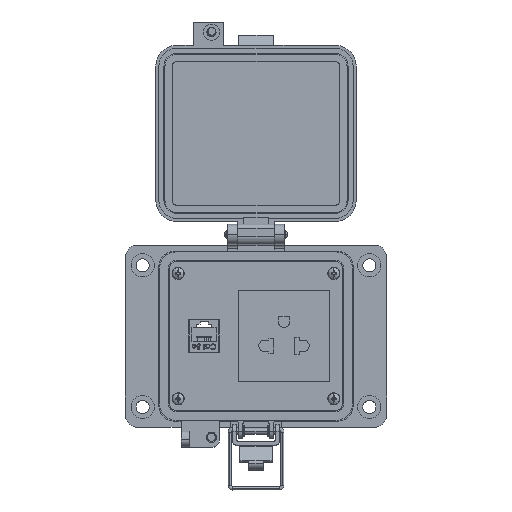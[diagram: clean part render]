
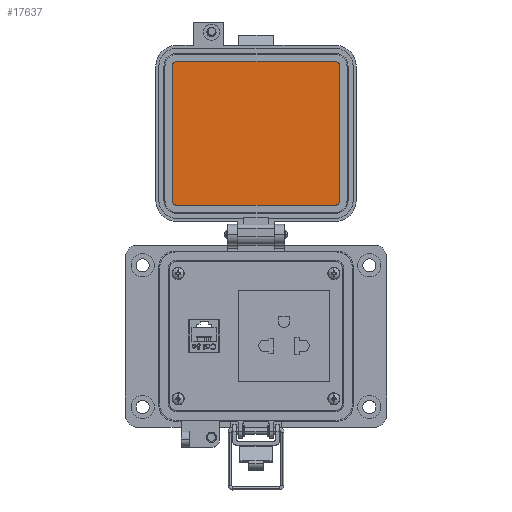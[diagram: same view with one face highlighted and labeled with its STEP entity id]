
A CAD part, top view. The second image highlights one B-rep face of the part: STEP entity #17637.
In plain terms, the highlighted planar face has unit normal (0, 0, 1).
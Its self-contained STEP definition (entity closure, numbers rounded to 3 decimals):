
#1272 = ORIENTED_EDGE ( 'NONE', *, *, #13286, .F. ) ;
#1744 = DIRECTION ( 'NONE',  ( -1., 0., 0. ) ) ;
#3830 = CARTESIAN_POINT ( 'NONE',  ( 38.212, 93.196, 19.202 ) ) ;
#4180 = CIRCLE ( 'NONE', #29067, 2.299 ) ;
#5069 = EDGE_CURVE ( 'NONE', #49380, #10571, #33619, .T. ) ;
#5516 = DIRECTION ( 'NONE',  ( 0., 0., 1. ) ) ;
#5619 = AXIS2_PLACEMENT_3D ( 'NONE', #49145, #14380, #18391 ) ;
#5885 = ORIENTED_EDGE ( 'NONE', *, *, #37336, .F. ) ;
#6362 = CARTESIAN_POINT ( 'NONE',  ( 38.212, 60.004, 19.202 ) ) ;
#6991 = ORIENTED_EDGE ( 'NONE', *, *, #9806, .F. ) ;
#7189 = EDGE_LOOP ( 'NONE', ( #9248, #5885, #34506, #40614, #1272, #6991, #25957, #17517 ) ) ;
#8424 = CARTESIAN_POINT ( 'NONE',  ( -44.769, 93.196, 19.202 ) ) ;
#9248 = ORIENTED_EDGE ( 'NONE', *, *, #47957, .F. ) ;
#9585 = CARTESIAN_POINT ( 'NONE',  ( -3.279, 57.705, 19.202 ) ) ;
#9806 = EDGE_CURVE ( 'NONE', #10378, #10309, #11945, .T. ) ;
#10102 = CARTESIAN_POINT ( 'NONE',  ( -44.769, 60.004, 19.202 ) ) ;
#10309 = VERTEX_POINT ( 'NONE', #24489 ) ;
#10378 = VERTEX_POINT ( 'NONE', #10102 ) ;
#10571 = VERTEX_POINT ( 'NONE', #28161 ) ;
#11545 = DIRECTION ( 'NONE',  ( 0., 0., -1. ) ) ;
#11945 = LINE ( 'NONE', #8424, #34890 ) ;
#13286 = EDGE_CURVE ( 'NONE', #10309, #22401, #22779, .T. ) ;
#14380 = DIRECTION ( 'NONE',  ( 0., 0., -1. ) ) ;
#14407 = LINE ( 'NONE', #3830, #25168 ) ;
#15808 = DIRECTION ( 'NONE',  ( 1., 0., 0. ) ) ;
#15970 = CARTESIAN_POINT ( 'NONE',  ( 35.912, 60.004, 19.202 ) ) ;
#17375 = DIRECTION ( 'NONE',  ( -1., 0., 0. ) ) ;
#17517 = ORIENTED_EDGE ( 'NONE', *, *, #38732, .F. ) ;
#17637 = ADVANCED_FACE ( 'NONE', ( #36228 ), #24672, .T. ) ;
#17993 = VECTOR ( 'NONE', #45964, 1000. ) ;
#18391 = DIRECTION ( 'NONE',  ( 1., 0., 0. ) ) ;
#19581 = DIRECTION ( 'NONE',  ( 0., -1., 0. ) ) ;
#19823 = CARTESIAN_POINT ( 'NONE',  ( -42.469, 126.389, 19.202 ) ) ;
#20348 = AXIS2_PLACEMENT_3D ( 'NONE', #19823, #11545, #19581 ) ;
#20498 = DIRECTION ( 'NONE',  ( 0., -1., 0. ) ) ;
#20872 = CARTESIAN_POINT ( 'NONE',  ( 39.871, 130.108, 19.202 ) ) ;
#20876 = CARTESIAN_POINT ( 'NONE',  ( 35.912, 57.705, 19.202 ) ) ;
#21488 = EDGE_CURVE ( 'NONE', #22401, #49380, #49493, .T. ) ;
#22401 = VERTEX_POINT ( 'NONE', #32992 ) ;
#22779 = CIRCLE ( 'NONE', #20348, 2.299 ) ;
#24489 = CARTESIAN_POINT ( 'NONE',  ( -44.769, 126.389, 19.202 ) ) ;
#24672 = PLANE ( 'NONE',  #46111 ) ;
#25168 = VECTOR ( 'NONE', #37577, 1000. ) ;
#25957 = ORIENTED_EDGE ( 'NONE', *, *, #42734, .F. ) ;
#27298 = DIRECTION ( 'NONE',  ( 0., 1., 0. ) ) ;
#27546 = DIRECTION ( 'NONE',  ( 0., 0., -1. ) ) ;
#28161 = CARTESIAN_POINT ( 'NONE',  ( 38.212, 126.389, 19.202 ) ) ;
#29067 = AXIS2_PLACEMENT_3D ( 'NONE', #15970, #27546, #20498 ) ;
#31977 = CARTESIAN_POINT ( 'NONE',  ( -42.469, 57.705, 19.202 ) ) ;
#32992 = CARTESIAN_POINT ( 'NONE',  ( -42.469, 128.688, 19.202 ) ) ;
#33377 = CARTESIAN_POINT ( 'NONE',  ( -3.279, 128.688, 19.202 ) ) ;
#33619 = CIRCLE ( 'NONE', #48912, 2.299 ) ;
#33804 = VERTEX_POINT ( 'NONE', #31977 ) ;
#34506 = ORIENTED_EDGE ( 'NONE', *, *, #5069, .F. ) ;
#34890 = VECTOR ( 'NONE', #27298, 1000. ) ;
#36228 = FACE_OUTER_BOUND ( 'NONE', #7189, .T. ) ;
#37336 = EDGE_CURVE ( 'NONE', #10571, #48176, #14407, .T. ) ;
#37577 = DIRECTION ( 'NONE',  ( 0., -1., 0. ) ) ;
#38732 = EDGE_CURVE ( 'NONE', #42051, #33804, #44589, .T. ) ;
#39677 = VECTOR ( 'NONE', #17375, 1000. ) ;
#40175 = CIRCLE ( 'NONE', #5619, 2.299 ) ;
#40614 = ORIENTED_EDGE ( 'NONE', *, *, #21488, .F. ) ;
#42025 = DIRECTION ( 'NONE',  ( 0., 0., -1. ) ) ;
#42051 = VERTEX_POINT ( 'NONE', #20876 ) ;
#42734 = EDGE_CURVE ( 'NONE', #33804, #10378, #40175, .T. ) ;
#43126 = CARTESIAN_POINT ( 'NONE',  ( 35.912, 128.688, 19.202 ) ) ;
#44294 = CARTESIAN_POINT ( 'NONE',  ( 35.912, 126.389, 19.202 ) ) ;
#44589 = LINE ( 'NONE', #9585, #39677 ) ;
#45964 = DIRECTION ( 'NONE',  ( 1., 0., 0. ) ) ;
#46111 = AXIS2_PLACEMENT_3D ( 'NONE', #20872, #5516, #1744 ) ;
#47957 = EDGE_CURVE ( 'NONE', #48176, #42051, #4180, .T. ) ;
#48176 = VERTEX_POINT ( 'NONE', #6362 ) ;
#48912 = AXIS2_PLACEMENT_3D ( 'NONE', #44294, #42025, #15808 ) ;
#49145 = CARTESIAN_POINT ( 'NONE',  ( -42.469, 60.004, 19.202 ) ) ;
#49380 = VERTEX_POINT ( 'NONE', #43126 ) ;
#49493 = LINE ( 'NONE', #33377, #17993 ) ;
